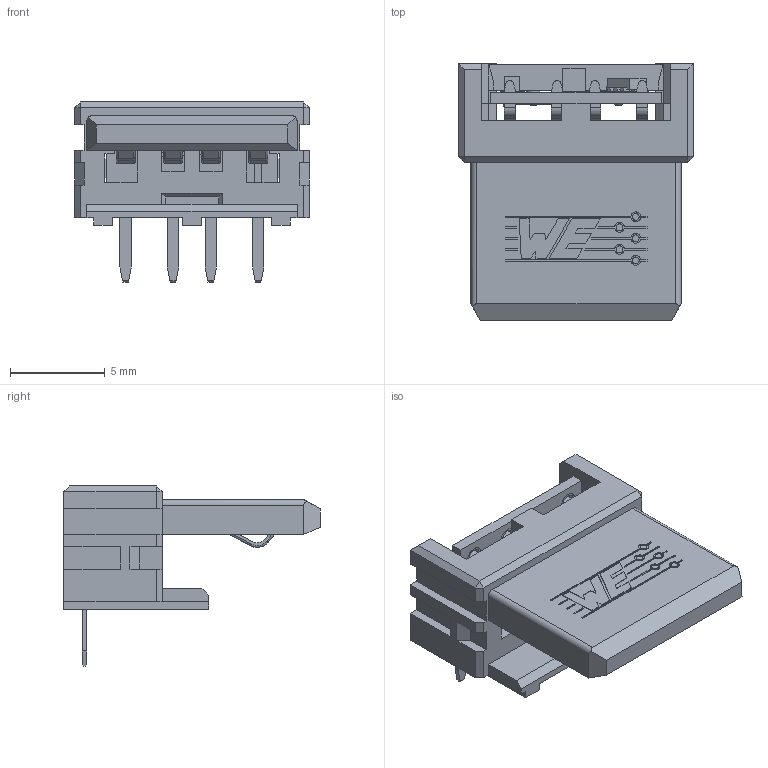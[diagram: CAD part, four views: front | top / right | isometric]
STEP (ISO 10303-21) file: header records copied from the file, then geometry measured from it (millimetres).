
FILE_DESCRIPTION(/* description */ ('Unknown'),/* implementation_level */ '2;1');
FILE_NAME(/* name */ 'J_Wurth_WE-EPLE_8492121',/* time_stamp */ '2025-06-24T18:00:10+08:00',/* author */ ('Unknown'),/* organization */ ('Unknown'),/* preprocessor_version */ 'ST-DEVELOPER v19.4',/* originating_system */ 'Solid Edge',/* authorisation */ 'Unknown');
FILE_SCHEMA (('AUTOMOTIVE_DESIGN {1 0 10303 214 3 1 1}'));
Length unit declared in the file: millimetre
Products named in the file (2): J_Wurth_WE-EPLE_8492121
Assembly tree (1 placements, depth 2):
  J_Wurth_WE-EPLE_8492121
    J_Wurth_WE-EPLE_8492121
Bounding box: 12.4 x 13.55 x 9.52 mm (x, y, z)
Volume: 388.4 mm3; surface area: 1226 mm2
Topology: 41 solids, 41 shells, 1007 faces, 2666 edges, 1757 vertices
Faces by surface type: plane 797, cylinder 188, torus 20, cone 2
Full cylindrical faces by diameter (mm): 0.3 x1, 0.365 x1, 0.5 x2, 0.7 x2, 0.8 x10, 1 x16
Entity records: 33236 total; most frequent: CARTESIAN_POINT 5616, ORIENTED_EDGE 5242, DIRECTION 4943, EDGE_CURVE 2621, LINE 2165, VECTOR 2165, VERTEX_POINT 1746, AXIS2_PLACEMENT_3D 1389
